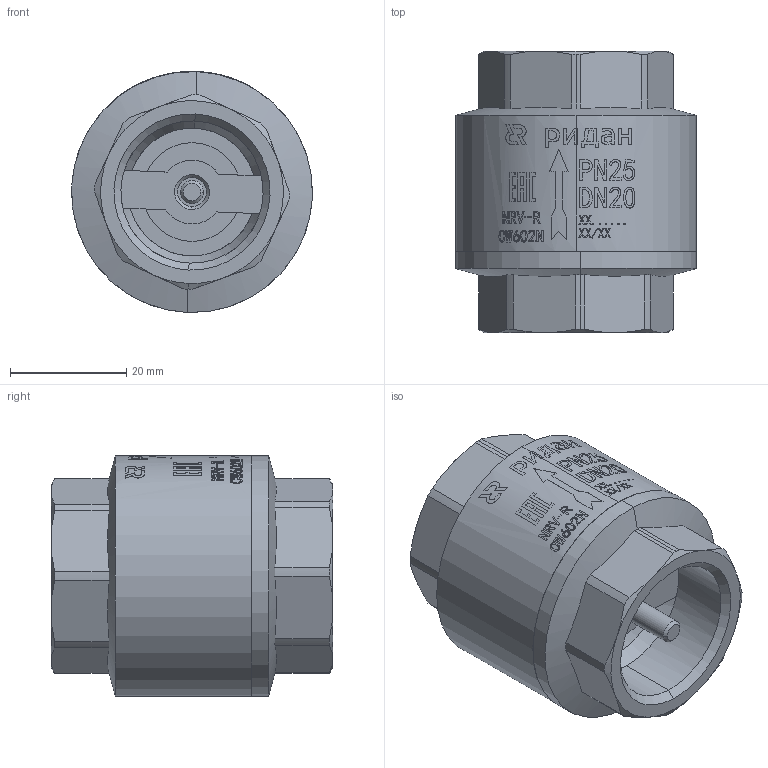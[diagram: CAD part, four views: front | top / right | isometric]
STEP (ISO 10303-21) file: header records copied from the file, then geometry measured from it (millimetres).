
FILE_DESCRIPTION (( 'STEP AP214' ), '1' );
FILE_NAME ('砦隙概0.75.STEP', '2023-03-07T06:55:17', ( '' ), ( '' ), 'SwSTEP 2.0', 'SolidWorks 2016', '' );
FILE_SCHEMA (( 'AUTOMOTIVE_DESIGN' ));
Length unit declared in the file: millimetre
Products named in the file (6): 概簽; 菜え; 0.75粟銅砦隙概郋3000703100021; 粟銅 蚾饜; 概极2110103_趼; 砦隙概0.75
Assembly tree (5 placements, depth 2):
  砦隙概0.75
    概极2110103_趼
    粟銅 蚾饜
    0.75粟銅砦隙概郋3000703100021
    菜え
    概簽
Bounding box: 41.5 x 48.5 x 41.51 mm (x, y, z)
Volume: 25832.8 mm3; surface area: 20671.1 mm2
Topology: 5 solids, 5 shells, 653 faces, 1686 edges, 1103 vertices
Faces by surface type: plane 286, bspline 190, cylinder 121, cone 48, torus 8
Entity records: 42190 total; most frequent: CARTESIAN_POINT 27381, ORIENTED_EDGE 3372, DIRECTION 2431, EDGE_CURVE 1686, VERTEX_POINT 1103, AXIS2_PLACEMENT_3D 980, EDGE_LOOP 727, B_SPLINE_CURVE_WITH_KNOTS 706
